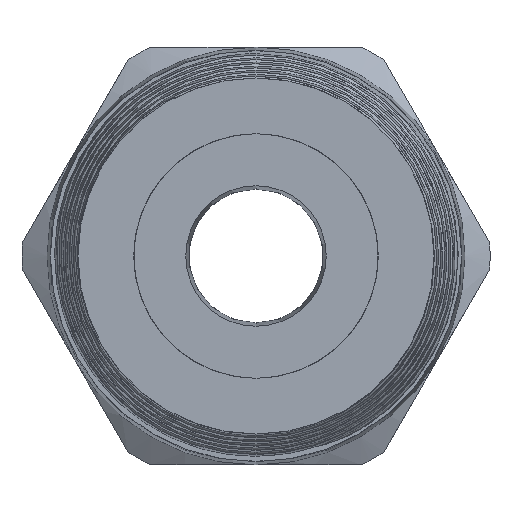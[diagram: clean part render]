
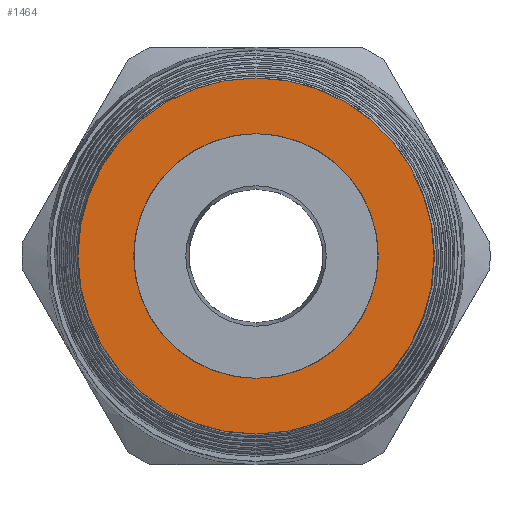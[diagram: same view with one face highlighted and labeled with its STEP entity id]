
A CAD part, left-side view. The second image highlights one B-rep face of the part: STEP entity #1464.
In plain terms, the highlighted planar face has unit normal (-1, 0, 0).
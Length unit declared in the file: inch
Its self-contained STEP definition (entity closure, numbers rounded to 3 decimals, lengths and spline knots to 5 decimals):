
#1063 = ORIENTED_EDGE ( 'NONE', *, *, #9638, .T. ) ;
#1073 = ORIENTED_EDGE ( 'NONE', *, *, #1075, .T. ) ;
#1075 = EDGE_CURVE ( 'NONE', #9642, #9641, #2078, .T. ) ;
#1373 = ORIENTED_EDGE ( 'NONE', *, *, #9810, .F. ) ;
#1447 = ORIENTED_EDGE ( 'NONE', *, *, #1467, .F. ) ;
#1464 = ADVANCED_FACE ( 'NONE', ( #3733, #3732 ), #3729, .T. ) ;
#1465 = EDGE_LOOP ( 'NONE', ( #1073, #1063 ) ) ;
#1467 = EDGE_CURVE ( 'NONE', #9711, #9712, #3776, .T. ) ;
#2074 = DIRECTION ( 'NONE',  ( 0., 0., 1. ) ) ;
#2075 = DIRECTION ( 'NONE',  ( -1., 0., 0. ) ) ;
#2076 = CARTESIAN_POINT ( 'NONE',  ( -2.48, 0., 0. ) ) ;
#2077 = AXIS2_PLACEMENT_3D ( 'NONE', #2076, #2075, #2074 ) ;
#2078 = CIRCLE ( 'NONE', #2077, 0.31953 ) ;
#3727 = CARTESIAN_POINT ( 'NONE',  ( -2.48, 0., 0. ) ) ;
#3728 = AXIS2_PLACEMENT_3D ( 'NONE', #3727, #3778, #3777 ) ;
#3729 = PLANE ( 'NONE',  #3728 ) ;
#3730 = CARTESIAN_POINT ( 'NONE',  ( -2.48, 0., 0. ) ) ;
#3732 = FACE_BOUND ( 'NONE', #9484, .T. ) ;
#3733 = FACE_OUTER_BOUND ( 'NONE', #1465, .T. ) ;
#3773 = DIRECTION ( 'NONE',  ( 0., 0., 1. ) ) ;
#3774 = DIRECTION ( 'NONE',  ( -1., 0., 0. ) ) ;
#3775 = AXIS2_PLACEMENT_3D ( 'NONE', #3730, #3774, #3773 ) ;
#3776 = CIRCLE ( 'NONE', #3775, 0.21953 ) ;
#3777 = DIRECTION ( 'NONE',  ( 0., 0., 1. ) ) ;
#3778 = DIRECTION ( 'NONE',  ( -1., 0., 0. ) ) ;
#4885 = CIRCLE ( 'NONE', #4927, 0.31953 ) ;
#4922 = CARTESIAN_POINT ( 'NONE',  ( -2.48, 0., -0.31953 ) ) ;
#4923 = CARTESIAN_POINT ( 'NONE',  ( -2.48, 0., 0.31953 ) ) ;
#4924 = DIRECTION ( 'NONE',  ( 0., 0., 1. ) ) ;
#4925 = DIRECTION ( 'NONE',  ( -1., 0., 0. ) ) ;
#4926 = CARTESIAN_POINT ( 'NONE',  ( -2.48, 0., 0. ) ) ;
#4927 = AXIS2_PLACEMENT_3D ( 'NONE', #4926, #4925, #4924 ) ;
#5159 = CARTESIAN_POINT ( 'NONE',  ( -2.48, 0., -0.21953 ) ) ;
#5160 = CARTESIAN_POINT ( 'NONE',  ( -2.48, 0., 0.21953 ) ) ;
#5191 = DIRECTION ( 'NONE',  ( 0., 0., 1. ) ) ;
#5192 = DIRECTION ( 'NONE',  ( -1., 0., 0. ) ) ;
#5193 = AXIS2_PLACEMENT_3D ( 'NONE', #5199, #5192, #5191 ) ;
#5194 = CIRCLE ( 'NONE', #5193, 0.21953 ) ;
#5199 = CARTESIAN_POINT ( 'NONE',  ( -2.48, 0., 0. ) ) ;
#9484 = EDGE_LOOP ( 'NONE', ( #1373, #1447 ) ) ;
#9638 = EDGE_CURVE ( 'NONE', #9641, #9642, #4885, .T. ) ;
#9641 = VERTEX_POINT ( 'NONE', #4923 ) ;
#9642 = VERTEX_POINT ( 'NONE', #4922 ) ;
#9711 = VERTEX_POINT ( 'NONE', #5160 ) ;
#9712 = VERTEX_POINT ( 'NONE', #5159 ) ;
#9810 = EDGE_CURVE ( 'NONE', #9712, #9711, #5194, .T. ) ;
